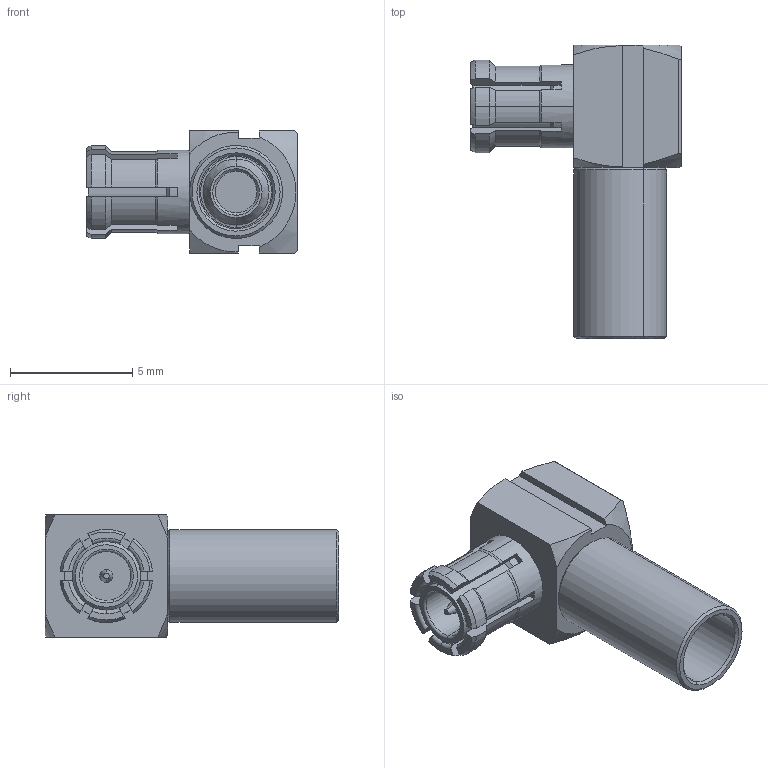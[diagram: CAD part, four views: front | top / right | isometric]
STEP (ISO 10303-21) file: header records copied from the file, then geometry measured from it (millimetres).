
FILE_DESCRIPTION (( 'STEP AP214' ), '1' );
FILE_NAME ('ÑÖÍÊ.434521.013ÑÁ_Âèëêà+äëÿ ïîòðåáèòåëÿ.STEP', '2018-12-05T07:47:49', ( 'User' ), ( '' ), 'SwSTEP 2.0', 'SolidWorks 2016', '' );
FILE_SCHEMA (( 'AUTOMOTIVE_DESIGN' ));
Length unit declared in the file: millimetre
Products named in the file (1): ÑÖÍÊ.434521.013ÑÁ_Âèëêà+äëÿ ïîòðåáèòåëÿ
Bounding box: 8.6 x 12 x 5 mm (x, y, z)
Volume: 175.4 mm3; surface area: 478.6 mm2
Topology: 1 solids, 1 shells, 157 faces, 398 edges, 251 vertices
Faces by surface type: cone 51, cylinder 49, plane 46, torus 11
Entity records: 6733 total; most frequent: CARTESIAN_POINT 1202, DIRECTION 806, ORIENTED_EDGE 796, EDGE_CURVE 398, AXIS2_PLACEMENT_3D 322, VERTEX_POINT 251, EDGE_LOOP 165, CIRCLE 164
